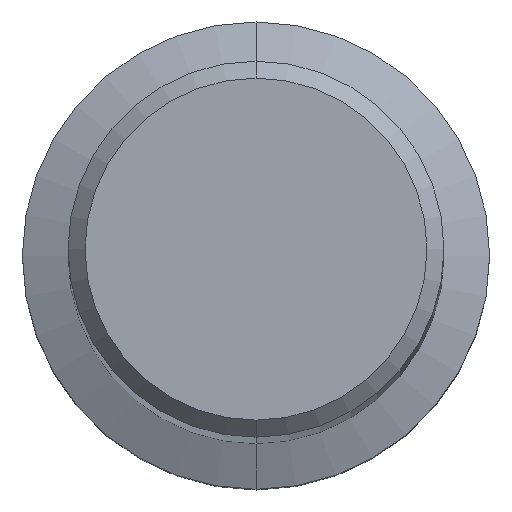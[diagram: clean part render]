
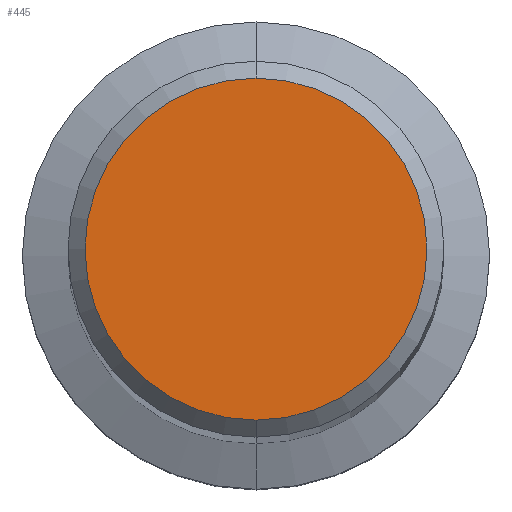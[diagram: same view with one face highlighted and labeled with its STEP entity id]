
A CAD part, top view. The second image highlights one B-rep face of the part: STEP entity #445.
In plain terms, the highlighted planar face has unit normal (0, 0, 1).
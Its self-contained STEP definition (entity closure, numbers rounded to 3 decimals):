
#209=EDGE_CURVE('',#349,#363,#565,.T.);
#349=VERTEX_POINT('',#722);
#363=VERTEX_POINT('',#739);
#445=ADVANCED_FACE('',(#829),#830,.T.);
#449=EDGE_CURVE('',#363,#349,#835,.T.);
#565=CIRCLE('',#952,8.05);
#722=CARTESIAN_POINT('',(0.,-8.05,0.0));
#739=CARTESIAN_POINT('',(0.0,8.05,0.0));
#829=FACE_OUTER_BOUND('',#1532,.T.);
#830=PLANE('',#1533);
#835=CIRCLE('',#1539,8.05);
#952=AXIS2_PLACEMENT_3D('',#1721,#1722,#1723);
#1532=EDGE_LOOP('',(#2042,#2043));
#1533=AXIS2_PLACEMENT_3D('',#2044,#2045,#2046);
#1539=AXIS2_PLACEMENT_3D('',#2055,#2056,#2057);
#1721=CARTESIAN_POINT('',(0.0,0.0,0.0));
#1722=DIRECTION('',(0.0,0.0,-1.0));
#1723=DIRECTION('',(0.0,1.0,0.0));
#2042=ORIENTED_EDGE('',*,*,#449,.F.);
#2043=ORIENTED_EDGE('',*,*,#209,.F.);
#2044=CARTESIAN_POINT('',(0.0,4.025,0.0));
#2045=DIRECTION('',(-0.0,0.0,1.0));
#2046=DIRECTION('',(0.0,-1.0,0.0));
#2055=CARTESIAN_POINT('',(0.0,0.0,0.0));
#2056=DIRECTION('',(0.0,0.0,-1.0));
#2057=DIRECTION('',(0.0,1.0,0.0));
